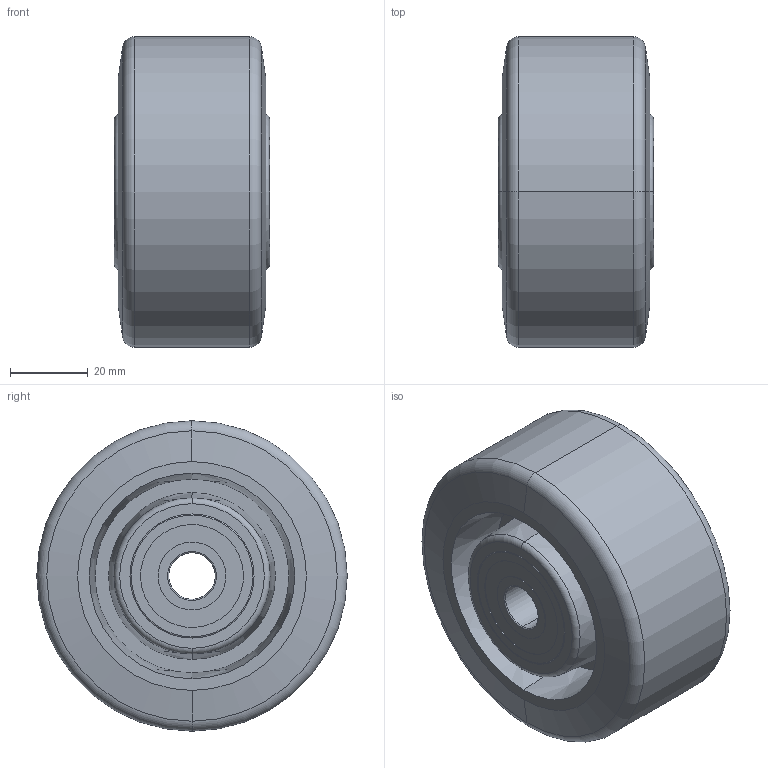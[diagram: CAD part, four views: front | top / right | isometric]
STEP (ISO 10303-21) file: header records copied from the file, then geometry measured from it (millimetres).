
FILE_DESCRIPTION (( 'STEP AP214' ), '1' );
FILE_NAME ('0017789.step', '2020-08-25T08:06:28', ( '' ), ( '' ), 'SwSTEP 2.0', 'SolidWorks 2018', '' );
FILE_SCHEMA (( 'AUTOMOTIVE_DESIGN' ));
Length unit declared in the file: millimetre
Products named in the file (1): 0017789
Bounding box: 40 x 80 x 80 mm (x, y, z)
Volume: 152386.6 mm3; surface area: 57569.5 mm2
Topology: 13 solids, 13 shells, 138 faces, 276 edges, 164 vertices
Faces by surface type: cylinder 56, torus 44, plane 26, cone 12
Entity records: 5340 total; most frequent: DIRECTION 762, CARTESIAN_POINT 579, ORIENTED_EDGE 552, AXIS2_PLACEMENT_3D 347, EDGE_CURVE 276, CIRCLE 208, VERTEX_POINT 164, EDGE_LOOP 164
